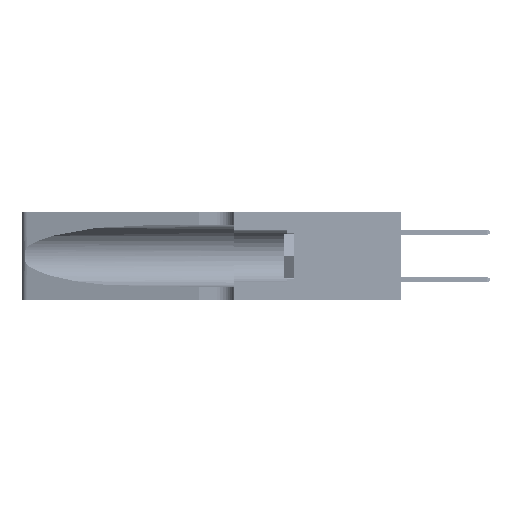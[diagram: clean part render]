
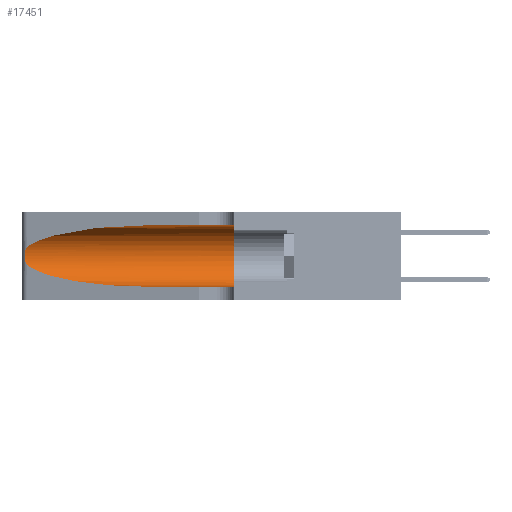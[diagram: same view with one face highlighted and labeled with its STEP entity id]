
A CAD part, left-side view. The second image highlights one B-rep face of the part: STEP entity #17451.
In plain terms, the highlighted cylindrical face has radius 3.308 mm (diameter 6.617 mm), a partial arc.
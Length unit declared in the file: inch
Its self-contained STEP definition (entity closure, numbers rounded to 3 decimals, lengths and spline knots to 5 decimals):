
#944 = CARTESIAN_POINT ( 'NONE',  ( 0.2373, 1.15595, 0.08982 ) ) ;
#1111 = CARTESIAN_POINT ( 'NONE',  ( 0.1305, 0.72297, 0.05475 ) ) ;
#1846 = CARTESIAN_POINT ( 'NONE',  ( 0.25487, 1.22718, 0.22369 ) ) ;
#1956 = AXIS2_PLACEMENT_3D ( 'NONE', #11079, #41471, #18922 ) ;
#2153 = CARTESIAN_POINT ( 'NONE',  ( 0.25854, 1.2359, 0.20912 ) ) ;
#2551 = EDGE_CURVE ( 'NONE', #13313, #12881, #20542, .T. ) ;
#3348 = CARTESIAN_POINT ( 'NONE',  ( 0.1305, 0.35, 0.31525 ) ) ;
#3585 = CYLINDRICAL_SURFACE ( 'NONE', #1956, 0.13025 ) ;
#5069 = VERTEX_POINT ( 'NONE', #3348 ) ;
#5306 = DIRECTION ( 'NONE',  ( 0., 1., 0. ) ) ;
#6090 = CARTESIAN_POINT ( 'NONE',  ( 0.26075, 1.23896, 0.19203 ) ) ;
#6811 = CARTESIAN_POINT ( 'NONE',  ( 0.1305, 0.35, 0.05475 ) ) ;
#6922 = CARTESIAN_POINT ( 'NONE',  ( 0.2373, 1.15595, 0.28018 ) ) ;
#7717 = LINE ( 'NONE', #46483, #47048 ) ;
#9060 = B_SPLINE_CURVE_WITH_KNOTS ( 'NONE', 3,
 ( #17733, #32784, #47931, #25360, #2153, #29143, #6090, #32944, #10034, #36697, #13996, #40470, #17902, #44281 ),
 .UNSPECIFIED., .F., .F.,
 ( 4, 2, 2, 2, 2, 2, 4 ),
 ( 0., 0.00027, 0.00053, 0.00107, 0.0016, 0.00187, 0.00214 ),
 .UNSPECIFIED. ) ;
#9185 = VERTEX_POINT ( 'NONE', #1846 ) ;
#10034 = CARTESIAN_POINT ( 'NONE',  ( 0.26017, 1.23833, 0.17102 ) ) ;
#11079 = CARTESIAN_POINT ( 'NONE',  ( 0.1305, 1.61858, 0.185 ) ) ;
#11857 = ORIENTED_EDGE ( 'NONE', *, *, #23940, .T. ) ;
#12881 = VERTEX_POINT ( 'NONE', #6811 ) ;
#13313 = VERTEX_POINT ( 'NONE', #47929 ) ;
#13996 = CARTESIAN_POINT ( 'NONE',  ( 0.25789, 1.23486, 0.15765 ) ) ;
#16409 = CARTESIAN_POINT ( 'NONE',  ( 0.1305, 1.61858, 0.05475 ) ) ;
#17451 = ADVANCED_FACE ( 'NONE', ( #25401 ), #3585, .F. ) ;
#17733 = CARTESIAN_POINT ( 'NONE',  ( 0.25487, 1.22718, 0.22369 ) ) ;
#17902 = CARTESIAN_POINT ( 'NONE',  ( 0.25555, 1.22993, 0.14849 ) ) ;
#17988 = CARTESIAN_POINT ( 'NONE',  ( 0.25487, 1.22718, 0.14631 ) ) ;
#18171 =( BOUNDED_CURVE ( )  B_SPLINE_CURVE ( 3, ( #43118, #944, #24386, #1111 ),
 .UNSPECIFIED., .F., .F. ) 
 B_SPLINE_CURVE_WITH_KNOTS ( ( 4, 4 ),
 ( 3.44316, 4.71239 ),
 .UNSPECIFIED. ) 
 CURVE ( )  GEOMETRIC_REPRESENTATION_ITEM ( )  RATIONAL_B_SPLINE_CURVE ( ( 1., 0.87, 0.87, 1. ) ) 
 REPRESENTATION_ITEM ( '' )  );
#18545 = EDGE_CURVE ( 'NONE', #5069, #12881, #26548, .T. ) ;
#18550 = CARTESIAN_POINT ( 'NONE',  ( 0.1305, 0.72297, 0.31525 ) ) ;
#18922 = DIRECTION ( 'NONE',  ( 0., 0., -1. ) ) ;
#20144 = DIRECTION ( 'NONE',  ( 0., -1., 0. ) ) ;
#20542 = LINE ( 'NONE', #16409, #49440 ) ;
#23075 = ORIENTED_EDGE ( 'NONE', *, *, #29145, .F. ) ;
#23297 = DIRECTION ( 'NONE',  ( 0., -1., 0. ) ) ;
#23940 = EDGE_CURVE ( 'NONE', #25421, #9185, #26970, .T. ) ;
#24386 = CARTESIAN_POINT ( 'NONE',  ( 0.18966, 0.96281, 0.05475 ) ) ;
#24434 = EDGE_CURVE ( 'NONE', #30096, #13313, #18171, .T. ) ;
#25360 = CARTESIAN_POINT ( 'NONE',  ( 0.25787, 1.23484, 0.2124 ) ) ;
#25401 = FACE_OUTER_BOUND ( 'NONE', #29451, .T. ) ;
#25421 = VERTEX_POINT ( 'NONE', #30191 ) ;
#26548 = CIRCLE ( 'NONE', #48735, 0.13025 ) ;
#26970 =( BOUNDED_CURVE ( )  B_SPLINE_CURVE ( 3, ( #18550, #41104, #6922, #33748 ),
 .UNSPECIFIED., .F., .F. ) 
 B_SPLINE_CURVE_WITH_KNOTS ( ( 4, 4 ),
 ( 1.5708, 2.84003 ),
 .UNSPECIFIED. ) 
 CURVE ( )  GEOMETRIC_REPRESENTATION_ITEM ( )  RATIONAL_B_SPLINE_CURVE ( ( 1., 0.87, 0.87, 1. ) ) 
 REPRESENTATION_ITEM ( '' )  );
#27832 = ORIENTED_EDGE ( 'NONE', *, *, #24434, .T. ) ;
#28234 = ORIENTED_EDGE ( 'NONE', *, *, #18545, .F. ) ;
#28396 = CARTESIAN_POINT ( 'NONE',  ( 0.1305, 0.35, 0.185 ) ) ;
#28918 = ORIENTED_EDGE ( 'NONE', *, *, #2551, .T. ) ;
#29143 = CARTESIAN_POINT ( 'NONE',  ( 0.26018, 1.23835, 0.19895 ) ) ;
#29145 = EDGE_CURVE ( 'NONE', #25421, #5069, #7717, .T. ) ;
#29451 = EDGE_LOOP ( 'NONE', ( #11857, #47095, #27832, #28918, #28234, #23075 ) ) ;
#30096 = VERTEX_POINT ( 'NONE', #17988 ) ;
#30191 = CARTESIAN_POINT ( 'NONE',  ( 0.1305, 0.72297, 0.31525 ) ) ;
#32208 = DIRECTION ( 'NONE',  ( 0., 0., 1. ) ) ;
#32784 = CARTESIAN_POINT ( 'NONE',  ( 0.25555, 1.22994, 0.2215 ) ) ;
#32944 = CARTESIAN_POINT ( 'NONE',  ( 0.26075, 1.23896, 0.178 ) ) ;
#33748 = CARTESIAN_POINT ( 'NONE',  ( 0.25487, 1.22718, 0.22369 ) ) ;
#36697 = CARTESIAN_POINT ( 'NONE',  ( 0.25856, 1.23593, 0.16098 ) ) ;
#37553 = EDGE_CURVE ( 'NONE', #9185, #30096, #9060, .T. ) ;
#40470 = CARTESIAN_POINT ( 'NONE',  ( 0.25639, 1.23186, 0.15144 ) ) ;
#41104 = CARTESIAN_POINT ( 'NONE',  ( 0.18966, 0.96281, 0.31525 ) ) ;
#41471 = DIRECTION ( 'NONE',  ( 0., -1., 0. ) ) ;
#43118 = CARTESIAN_POINT ( 'NONE',  ( 0.25487, 1.22718, 0.14631 ) ) ;
#44281 = CARTESIAN_POINT ( 'NONE',  ( 0.25487, 1.22718, 0.14631 ) ) ;
#46483 = CARTESIAN_POINT ( 'NONE',  ( 0.1305, 1.61858, 0.31525 ) ) ;
#47048 = VECTOR ( 'NONE', #20144, 39.37008 ) ;
#47095 = ORIENTED_EDGE ( 'NONE', *, *, #37553, .T. ) ;
#47929 = CARTESIAN_POINT ( 'NONE',  ( 0.1305, 0.72297, 0.05475 ) ) ;
#47931 = CARTESIAN_POINT ( 'NONE',  ( 0.25639, 1.23184, 0.21858 ) ) ;
#48735 = AXIS2_PLACEMENT_3D ( 'NONE', #28396, #5306, #32208 ) ;
#49440 = VECTOR ( 'NONE', #23297, 39.37008 ) ;
